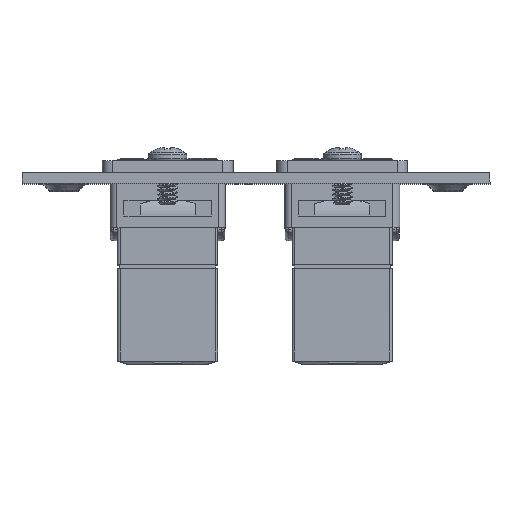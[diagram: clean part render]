
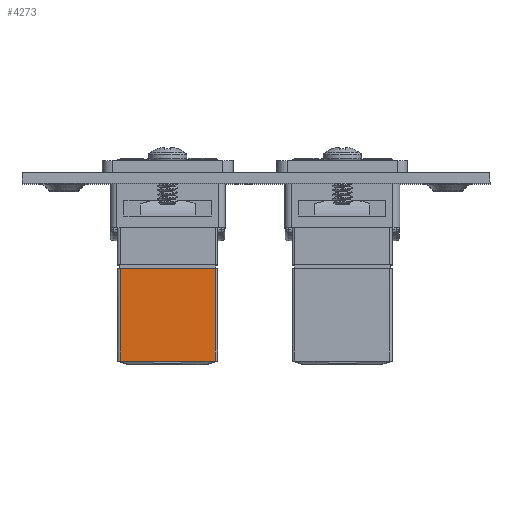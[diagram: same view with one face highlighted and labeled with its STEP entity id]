
A CAD part, top view. The second image highlights one B-rep face of the part: STEP entity #4273.
In plain terms, the highlighted face is planar.
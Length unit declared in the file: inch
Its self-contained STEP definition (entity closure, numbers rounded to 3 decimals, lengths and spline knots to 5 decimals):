
#435 = CARTESIAN_POINT ( 'NONE',  ( 0.27165, -0.03543, -0.31949 ) ) ;
#452 = EDGE_CURVE ( 'NONE', #3938, #5432, #8999, .T. ) ;
#886 = DIRECTION ( 'NONE',  ( -1., 0., 0. ) ) ;
#1357 = CARTESIAN_POINT ( 'NONE',  ( -0.2874, 0.58661, -0.31949 ) ) ;
#1458 = VECTOR ( 'NONE', #6676, 39.37008 ) ;
#2306 = CARTESIAN_POINT ( 'NONE',  ( -0.2874, -0.56693, -0.31949 ) ) ;
#3938 = VERTEX_POINT ( 'NONE', #435 ) ;
#4183 = PLANE ( 'NONE',  #18384 ) ;
#4273 = ADVANCED_FACE ( 'NONE', ( #16358 ), #4183, .F. ) ;
#5035 = DIRECTION ( 'NONE',  ( 0., 1., 0. ) ) ;
#5091 = EDGE_CURVE ( 'NONE', #5432, #11293, #14097, .T. ) ;
#5432 = VERTEX_POINT ( 'NONE', #7446 ) ;
#6676 = DIRECTION ( 'NONE',  ( 0., -1., 0. ) ) ;
#7073 = DIRECTION ( 'NONE',  ( 0., 0., 1. ) ) ;
#7446 = CARTESIAN_POINT ( 'NONE',  ( 0.27165, -0.56693, -0.31949 ) ) ;
#8169 = ORIENTED_EDGE ( 'NONE', *, *, #452, .T. ) ;
#8385 = DIRECTION ( 'NONE',  ( -1., 0., 0. ) ) ;
#8734 = LINE ( 'NONE', #9390, #12570 ) ;
#8792 = CARTESIAN_POINT ( 'NONE',  ( -0.27165, -0.03543, -0.31949 ) ) ;
#8999 = LINE ( 'NONE', #15221, #1458 ) ;
#9390 = CARTESIAN_POINT ( 'NONE',  ( -0.27165, 0.58661, -0.31949 ) ) ;
#10732 = VECTOR ( 'NONE', #886, 39.37008 ) ;
#10763 = ORIENTED_EDGE ( 'NONE', *, *, #12116, .F. ) ;
#10883 = ORIENTED_EDGE ( 'NONE', *, *, #5091, .T. ) ;
#11293 = VERTEX_POINT ( 'NONE', #17364 ) ;
#11302 = VERTEX_POINT ( 'NONE', #8792 ) ;
#12116 = EDGE_CURVE ( 'NONE', #3938, #11302, #17483, .T. ) ;
#12391 = EDGE_CURVE ( 'NONE', #11293, #11302, #8734, .T. ) ;
#12570 = VECTOR ( 'NONE', #5035, 39.37008 ) ;
#12788 = CARTESIAN_POINT ( 'NONE',  ( 0.2874, -0.03543, -0.31949 ) ) ;
#13705 = VECTOR ( 'NONE', #8385, 39.37008 ) ;
#14097 = LINE ( 'NONE', #2306, #10732 ) ;
#15221 = CARTESIAN_POINT ( 'NONE',  ( 0.27165, 0.58661, -0.31949 ) ) ;
#15267 = EDGE_LOOP ( 'NONE', ( #10763, #8169, #10883, #17303 ) ) ;
#16358 = FACE_OUTER_BOUND ( 'NONE', #15267, .T. ) ;
#17059 = DIRECTION ( 'NONE',  ( 1., 0., 0. ) ) ;
#17303 = ORIENTED_EDGE ( 'NONE', *, *, #12391, .T. ) ;
#17364 = CARTESIAN_POINT ( 'NONE',  ( -0.27165, -0.56693, -0.31949 ) ) ;
#17483 = LINE ( 'NONE', #12788, #13705 ) ;
#18384 = AXIS2_PLACEMENT_3D ( 'NONE', #1357, #7073, #17059 ) ;
